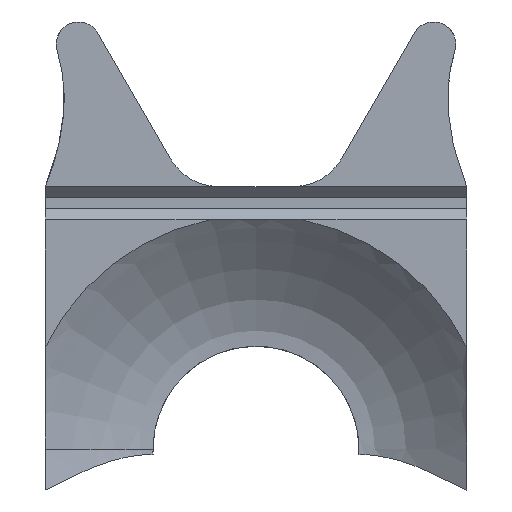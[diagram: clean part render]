
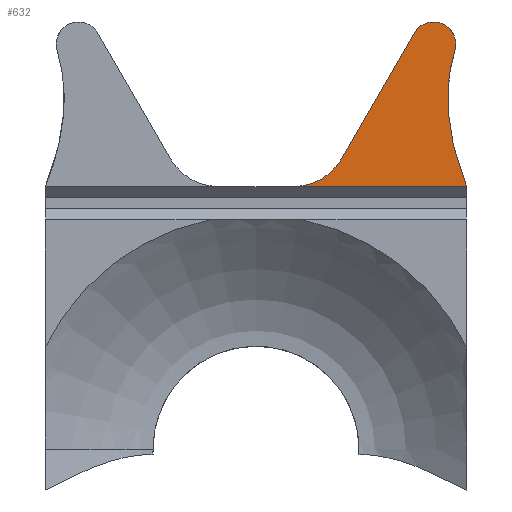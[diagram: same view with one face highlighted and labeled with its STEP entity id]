
A CAD part, top view. The second image highlights one B-rep face of the part: STEP entity #632.
In plain terms, the highlighted planar face has unit normal (0, 0, 1).
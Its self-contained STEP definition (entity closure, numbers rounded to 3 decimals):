
#27=(
BOUNDED_CURVE()
B_SPLINE_CURVE(5,(#1097,#1098,#1099,#1100,#1101,#1102,#1103,#1104,#1105,
#1106),.UNSPECIFIED.,.F.,.F.)
B_SPLINE_CURVE_WITH_KNOTS((6,1,1,1,1,6),(0.,0.2,0.4,0.6,0.8,0.848),
 .UNSPECIFIED.)
CURVE()
GEOMETRIC_REPRESENTATION_ITEM()
RATIONAL_B_SPLINE_CURVE((1.,1.,1.,1.,1.,1.,1.,1.,1.,1.))
REPRESENTATION_ITEM('')
);
#37=B_SPLINE_CURVE_WITH_KNOTS('',3,(#1046,#1047,#1048,#1049,#1050,#1051,
#1052,#1053,#1054,#1055,#1056,#1057,#1058),.UNSPECIFIED.,.F.,.F.,(4,3,3,
3,4),(0.,0.166,0.333,0.499,0.582),
 .UNSPECIFIED.);
#46=CIRCLE('',#661,5.);
#71=FACE_OUTER_BOUND('',#106,.T.);
#106=EDGE_LOOP('',(#464,#465,#466,#467,#468));
#129=LINE('',#854,#192);
#144=LINE('',#888,#207);
#192=VECTOR('',#705,10.);
#207=VECTOR('',#732,10.);
#254=VERTEX_POINT('',#850);
#256=VERTEX_POINT('',#853);
#266=VERTEX_POINT('',#879);
#269=VERTEX_POINT('',#887);
#279=VERTEX_POINT('',#1045);
#315=EDGE_CURVE('',#256,#254,#129,.T.);
#328=EDGE_CURVE('',#266,#256,#46,.F.);
#332=EDGE_CURVE('',#269,#266,#144,.T.);
#349=EDGE_CURVE('',#269,#279,#37,.T.);
#352=EDGE_CURVE('',#254,#279,#27,.T.);
#464=ORIENTED_EDGE('',*,*,#349,.F.);
#465=ORIENTED_EDGE('',*,*,#332,.T.);
#466=ORIENTED_EDGE('',*,*,#328,.T.);
#467=ORIENTED_EDGE('',*,*,#315,.T.);
#468=ORIENTED_EDGE('',*,*,#352,.T.);
#600=PLANE('',#670);
#632=ADVANCED_FACE('',(#71),#600,.T.);
#661=AXIS2_PLACEMENT_3D('',#880,#724,#725);
#670=AXIS2_PLACEMENT_3D('',#1119,#753,#754);
#705=DIRECTION('',(1.,0.,0.));
#724=DIRECTION('center_axis',(0.,0.,1.));
#725=DIRECTION('ref_axis',(0.5,-0.866,0.));
#732=DIRECTION('',(-0.5,-0.866,0.));
#753=DIRECTION('center_axis',(0.,0.,1.));
#754=DIRECTION('ref_axis',(1.,0.,0.));
#850=CARTESIAN_POINT('',(18.9,47.75,-10.411));
#853=CARTESIAN_POINT('',(3.353,47.75,-10.411));
#854=CARTESIAN_POINT('',(0.,47.75,-10.411));
#879=CARTESIAN_POINT('',(7.683,50.25,-10.411));
#880=CARTESIAN_POINT('Origin',(3.353,52.75,-10.411));
#887=CARTESIAN_POINT('',(14.192,61.523,-10.411));
#888=CARTESIAN_POINT('',(7.427,49.807,-10.411));
#1045=CARTESIAN_POINT('',(17.843,59.96,-10.411));
#1046=CARTESIAN_POINT('Ctrl Pts',(14.192,61.523,-10.411));
#1047=CARTESIAN_POINT('Ctrl Pts',(14.468,62.002,-10.411));
#1048=CARTESIAN_POINT('Ctrl Pts',(14.954,62.357,-10.411));
#1049=CARTESIAN_POINT('Ctrl Pts',(15.492,62.476,-10.411));
#1050=CARTESIAN_POINT('Ctrl Pts',(16.031,62.595,-10.411));
#1051=CARTESIAN_POINT('Ctrl Pts',(16.623,62.477,-10.411));
#1052=CARTESIAN_POINT('Ctrl Pts',(17.074,62.161,-10.411));
#1053=CARTESIAN_POINT('Ctrl Pts',(17.526,61.845,-10.411));
#1054=CARTESIAN_POINT('Ctrl Pts',(17.837,61.329,-10.411));
#1055=CARTESIAN_POINT('Ctrl Pts',(17.909,60.782,-10.411));
#1056=CARTESIAN_POINT('Ctrl Pts',(17.945,60.508,-10.411));
#1057=CARTESIAN_POINT('Ctrl Pts',(17.921,60.226,-10.411));
#1058=CARTESIAN_POINT('Ctrl Pts',(17.843,59.96,-10.411));
#1097=CARTESIAN_POINT('Ctrl Pts',(18.9,47.75,-10.411));
#1098=CARTESIAN_POINT('Ctrl Pts',(18.695,48.255,-10.411));
#1099=CARTESIAN_POINT('Ctrl Pts',(18.31,49.275,-10.411));
#1100=CARTESIAN_POINT('Ctrl Pts',(17.811,50.839,-10.411));
#1101=CARTESIAN_POINT('Ctrl Pts',(17.308,52.993,-10.411));
#1102=CARTESIAN_POINT('Ctrl Pts',(17.095,55.427,-10.411));
#1103=CARTESIAN_POINT('Ctrl Pts',(17.245,57.439,-10.411));
#1104=CARTESIAN_POINT('Ctrl Pts',(17.553,58.931,-10.411));
#1105=CARTESIAN_POINT('Ctrl Pts',(17.793,59.792,-10.411));
#1106=CARTESIAN_POINT('Ctrl Pts',(17.843,59.96,-10.411));
#1119=CARTESIAN_POINT('Origin',(-18.9,47.75,-10.411));
